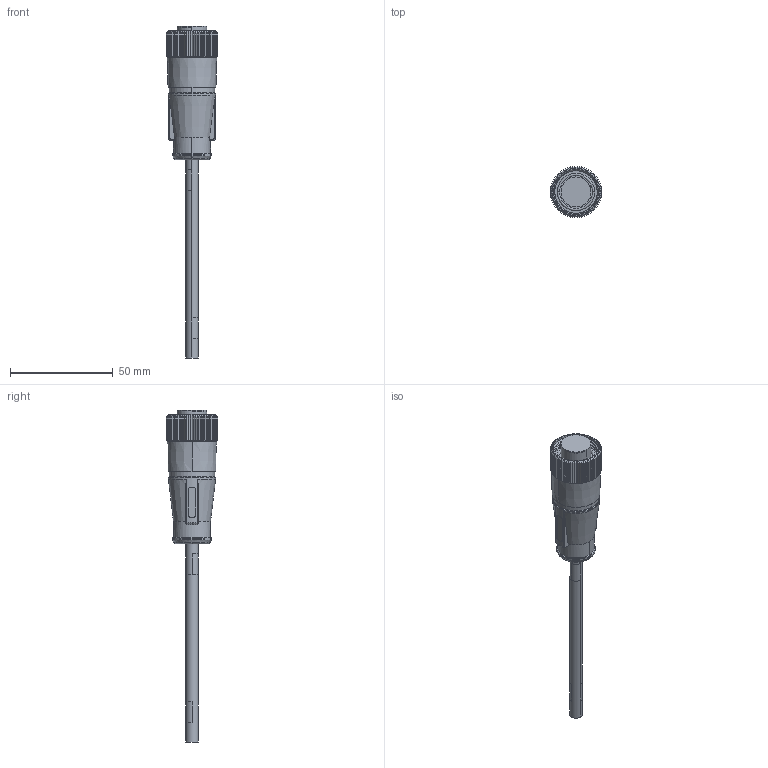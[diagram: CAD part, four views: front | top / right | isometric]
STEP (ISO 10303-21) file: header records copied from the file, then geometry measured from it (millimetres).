
FILE_DESCRIPTION(('STEP AP242'),'1');
FILE_NAME('connector_xzcpv1670l10.stp','2021-09-28T12:53:41',('TraceParts'),('TraceParts S.A.'),'Spatial InterOp 3D',' ',' ');
FILE_SCHEMA(('AP242_MANAGED_MODEL_BASED_3D_ENGINEERING_MIM_LF {1 0 10303 442 1 1 4}'));
Length unit declared in the file: millimetre
Products named in the file (1): connector_xzcpv1670l10
Bounding box: 24.96 x 24.96 x 161.5 mm (x, y, z)
Volume: 25808.8 mm3; surface area: 8582.1 mm2
Topology: 1 solids, 1 shells, 356 faces, 870 edges, 526 vertices
Faces by surface type: plane 186, cone 93, cylinder 49, torus 16, bspline 10, revolution 2
Entity records: 12941 total; most frequent: CARTESIAN_POINT 5235, ORIENTED_EDGE 1740, DIRECTION 1405, EDGE_CURVE 870, AXIS2_PLACEMENT_3D 571, VERTEX_POINT 526, B_SPLINE_CURVE_WITH_KNOTS 385, EDGE_LOOP 366
